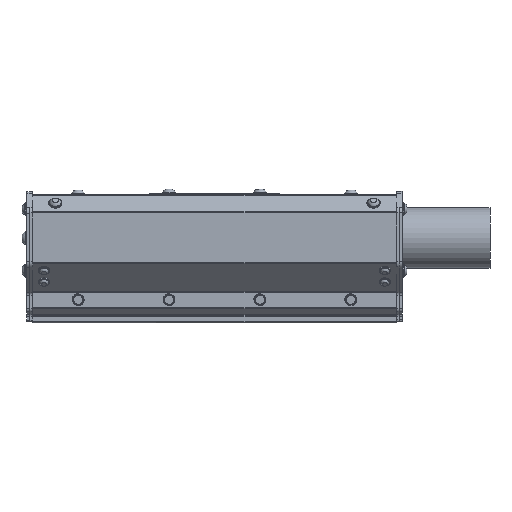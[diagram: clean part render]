
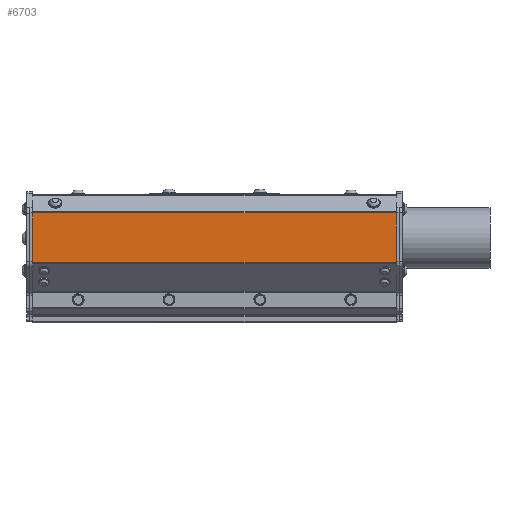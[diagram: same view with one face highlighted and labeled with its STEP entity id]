
A CAD part, top view. The second image highlights one B-rep face of the part: STEP entity #6703.
In plain terms, the highlighted planar face has unit normal (0, 0, 1).
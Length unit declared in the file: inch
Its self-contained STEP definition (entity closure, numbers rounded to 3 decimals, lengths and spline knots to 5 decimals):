
#651=LINE('',#21340,#985);
#728=LINE('',#22515,#1062);
#936=LINE('',#23167,#1270);
#937=LINE('',#23169,#1271);
#985=VECTOR('',#7702,0.3937);
#1062=VECTOR('',#8757,0.3937);
#1270=VECTOR('',#9451,0.3937);
#1271=VECTOR('',#9454,0.3937);
#1462=PLANE('',#7527);
#2423=FACE_OUTER_BOUND('',#3023,.T.);
#3023=EDGE_LOOP('',(#6159,#6160,#6161,#6162));
#3188=VERTEX_POINT('',#21337);
#3189=VERTEX_POINT('',#21339);
#3509=VERTEX_POINT('',#22512);
#3510=VERTEX_POINT('',#22514);
#3818=EDGE_CURVE('',#3188,#3189,#651,.T.);
#4227=EDGE_CURVE('',#3509,#3510,#728,.T.);
#4551=EDGE_CURVE('',#3510,#3188,#936,.T.);
#4552=EDGE_CURVE('',#3189,#3509,#937,.T.);
#6159=ORIENTED_EDGE('',*,*,#4551,.F.);
#6160=ORIENTED_EDGE('',*,*,#4227,.F.);
#6161=ORIENTED_EDGE('',*,*,#4552,.F.);
#6162=ORIENTED_EDGE('',*,*,#3818,.F.);
#6703=ADVANCED_FACE('',(#2423),#1462,.T.);
#7527=AXIS2_PLACEMENT_3D('',#23168,#9452,#9453);
#7702=DIRECTION('',(0.,1.,0.));
#8757=DIRECTION('',(0.,-1.,0.));
#9451=DIRECTION('',(-1.,0.,0.));
#9452=DIRECTION('center_axis',(0.,0.,
1.));
#9453=DIRECTION('ref_axis',(0.,1.,0.));
#9454=DIRECTION('',(1.,0.,0.));
#21337=CARTESIAN_POINT('',(11.22639,-0.79521,1.2515));
#21339=CARTESIAN_POINT('',(11.22639,0.84304,1.2515));
#21340=CARTESIAN_POINT('',(11.22639,0.86789,1.2515));
#22512=CARTESIAN_POINT('',(23.22639,0.84304,1.2515));
#22514=CARTESIAN_POINT('',(23.22639,-0.79521,1.2515));
#22515=CARTESIAN_POINT('',(23.22639,0.86789,1.2515));
#23167=CARTESIAN_POINT('',(23.22639,-0.79521,1.2515));
#23168=CARTESIAN_POINT('Origin',(23.22639,-0.82006,1.2515));
#23169=CARTESIAN_POINT('',(23.22639,0.84304,1.2515));
